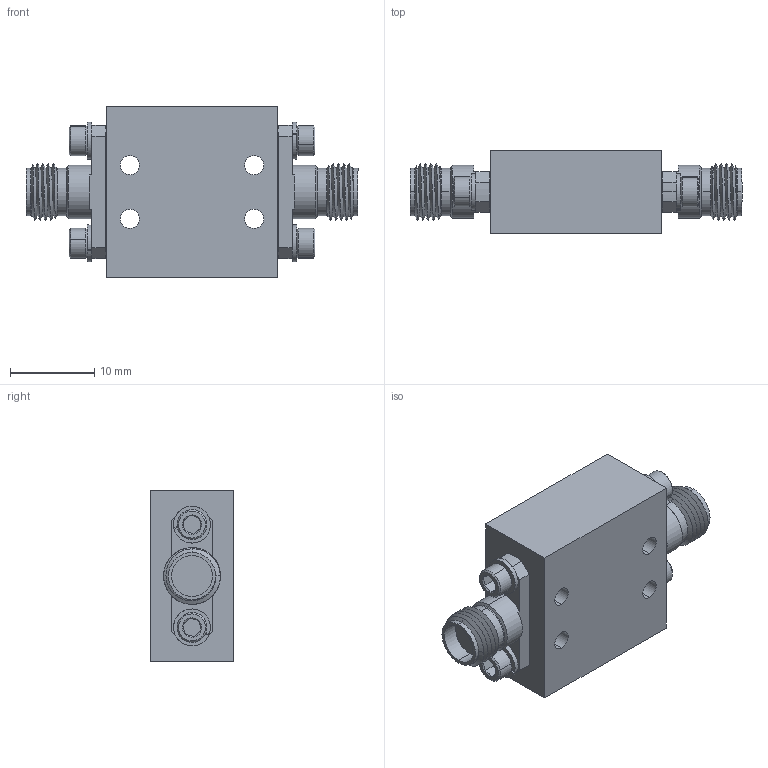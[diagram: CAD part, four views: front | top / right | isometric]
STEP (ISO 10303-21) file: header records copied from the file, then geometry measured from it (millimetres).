
FILE_DESCRIPTION (( 'STEP AP203' ), '1' );
FILE_NAME ('SKL-0524531836-KFKF-D1-M.STEP', '2021-09-24T17:48:10', ( '' ), ( '' ), 'SwSTEP 2.0', 'SolidWorks 2021', '' );
FILE_SCHEMA (( 'CONFIG_CONTROL_DESIGN' ));
Length unit declared in the file: inch
Products named in the file (1): SKL-0524531836-KFKF-D1-M
Bounding box: 39.37 x 9.91 x 20.32 mm (x, y, z)
Volume: 4647.7 mm3; surface area: 3081 mm2
Topology: 1 solids, 1 shells, 224 faces, 530 edges, 320 vertices
Faces by surface type: plane 94, cylinder 66, cone 56, torus 4, bspline 4
Entity records: 7691 total; most frequent: CARTESIAN_POINT 2391, DIRECTION 1132, ORIENTED_EDGE 1060, EDGE_CURVE 530, AXIS2_PLACEMENT_3D 429, VERTEX_POINT 320, LINE 274, VECTOR 274
